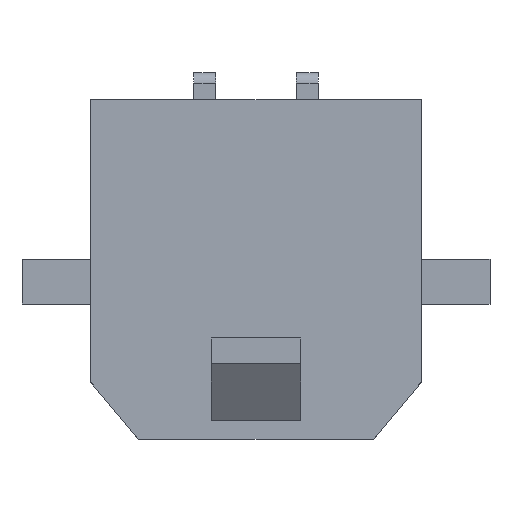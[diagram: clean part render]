
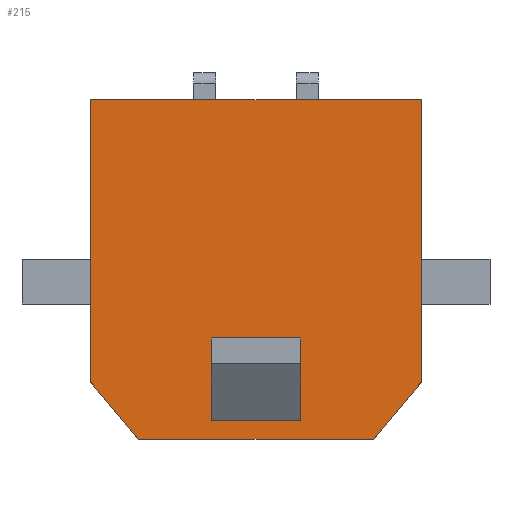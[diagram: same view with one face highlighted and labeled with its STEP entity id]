
A CAD part, top view. The second image highlights one B-rep face of the part: STEP entity #215.
In plain terms, the highlighted planar face has unit normal (0, 0, 1).
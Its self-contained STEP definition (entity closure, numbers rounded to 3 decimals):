
#215=ADVANCED_FACE('',(#445,#446),#341,.T.);
#341=PLANE('',#2426);
#445=FACE_BOUND('',#467,.T.);
#446=FACE_BOUND('',#468,.T.);
#467=EDGE_LOOP('',(#709,#710,#711,#712,#713,#714));
#468=EDGE_LOOP('',(#715,#716,#717,#718));
#709=ORIENTED_EDGE('',*,*,#1569,.F.);
#710=ORIENTED_EDGE('',*,*,#1552,.F.);
#711=ORIENTED_EDGE('',*,*,#1584,.T.);
#712=ORIENTED_EDGE('',*,*,#1561,.T.);
#713=ORIENTED_EDGE('',*,*,#1566,.F.);
#714=ORIENTED_EDGE('',*,*,#1579,.F.);
#715=ORIENTED_EDGE('',*,*,#1585,.T.);
#716=ORIENTED_EDGE('',*,*,#1586,.T.);
#717=ORIENTED_EDGE('',*,*,#1587,.F.);
#718=ORIENTED_EDGE('',*,*,#1588,.F.);
#1326=VERTEX_POINT('',#3353);
#1327=VERTEX_POINT('',#3355);
#1335=VERTEX_POINT('',#3372);
#1336=VERTEX_POINT('',#3374);
#1339=VERTEX_POINT('',#3382);
#1340=VERTEX_POINT('',#3386);
#1353=VERTEX_POINT('',#3419);
#1354=VERTEX_POINT('',#3420);
#1355=VERTEX_POINT('',#3422);
#1356=VERTEX_POINT('',#3424);
#1552=EDGE_CURVE('',#1326,#1327,#1887,.T.);
#1561=EDGE_CURVE('',#1336,#1335,#1896,.T.);
#1566=EDGE_CURVE('',#1339,#1335,#1901,.T.);
#1569=EDGE_CURVE('',#1327,#1340,#1904,.T.);
#1579=EDGE_CURVE('',#1340,#1339,#1914,.T.);
#1584=EDGE_CURVE('',#1326,#1336,#1919,.T.);
#1585=EDGE_CURVE('',#1353,#1354,#1920,.T.);
#1586=EDGE_CURVE('',#1354,#1355,#1921,.T.);
#1587=EDGE_CURVE('',#1356,#1355,#1922,.T.);
#1588=EDGE_CURVE('',#1353,#1356,#1923,.T.);
#1887=LINE('',#3354,#2190);
#1896=LINE('',#3373,#2199);
#1901=LINE('',#3383,#2204);
#1904=LINE('',#3389,#2207);
#1914=LINE('',#3409,#2217);
#1919=LINE('',#3417,#2222);
#1920=LINE('',#3418,#2223);
#1921=LINE('',#3421,#2224);
#1922=LINE('',#3423,#2225);
#1923=LINE('',#3425,#2226);
#2190=VECTOR('',#2668,1.);
#2199=VECTOR('',#2679,1.);
#2204=VECTOR('',#2686,1.);
#2207=VECTOR('',#2691,1.);
#2217=VECTOR('',#2703,1.);
#2222=VECTOR('',#2710,1.);
#2223=VECTOR('',#2711,1.);
#2224=VECTOR('',#2712,1.);
#2225=VECTOR('',#2713,1.);
#2226=VECTOR('',#2714,1.);
#2426=AXIS2_PLACEMENT_3D('',#3426,#2715,#2716);
#2668=DIRECTION('',(0.,-1.,0.));
#2679=DIRECTION('',(0.,-1.,0.));
#2686=DIRECTION('',(-0.643,0.766,0.));
#2691=DIRECTION('',(-0.643,-0.766,0.));
#2703=DIRECTION('',(-1.,0.,0.));
#2710=DIRECTION('',(-1.,0.,0.));
#2711=DIRECTION('',(-1.,0.,0.));
#2712=DIRECTION('',(0.,1.,0.));
#2713=DIRECTION('',(-1.,0.,0.));
#2714=DIRECTION('',(0.,1.,0.));
#2715=DIRECTION('',(0.,0.,1.));
#2716=DIRECTION('',(1.,0.,0.));
#3353=CARTESIAN_POINT('',(4.825,9.9,3.86));
#3354=CARTESIAN_POINT('',(4.825,9.9,3.86));
#3355=CARTESIAN_POINT('',(4.825,1.668,3.86));
#3372=CARTESIAN_POINT('',(-4.825,1.668,3.86));
#3373=CARTESIAN_POINT('',(-4.825,9.9,3.86));
#3374=CARTESIAN_POINT('',(-4.825,9.9,3.86));
#3382=CARTESIAN_POINT('',(-3.425,0.,3.86));
#3383=CARTESIAN_POINT('',(-3.425,0.,3.86));
#3386=CARTESIAN_POINT('',(3.425,0.,3.86));
#3389=CARTESIAN_POINT('',(4.825,1.668,3.86));
#3409=CARTESIAN_POINT('',(4.825,0.,3.86));
#3417=CARTESIAN_POINT('',(4.825,9.9,3.86));
#3418=CARTESIAN_POINT('',(1.3,0.54,3.86));
#3419=CARTESIAN_POINT('',(1.3,0.54,3.86));
#3420=CARTESIAN_POINT('',(-1.3,0.54,3.86));
#3421=CARTESIAN_POINT('',(-1.3,0.54,3.86));
#3422=CARTESIAN_POINT('',(-1.3,2.95,3.86));
#3423=CARTESIAN_POINT('',(1.3,2.95,3.86));
#3424=CARTESIAN_POINT('',(1.3,2.95,3.86));
#3425=CARTESIAN_POINT('',(1.3,0.54,3.86));
#3426=CARTESIAN_POINT('',(4.825,9.9,3.86));
